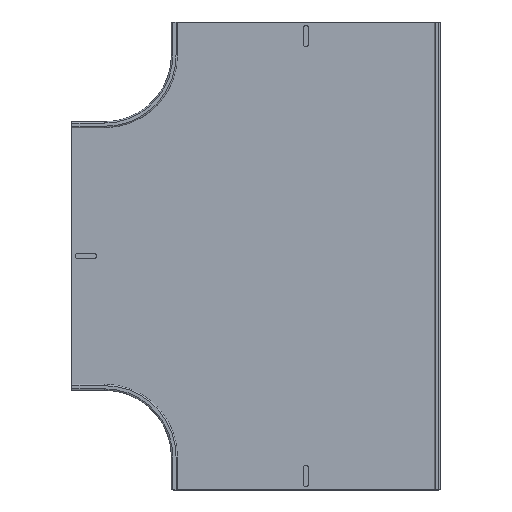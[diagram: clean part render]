
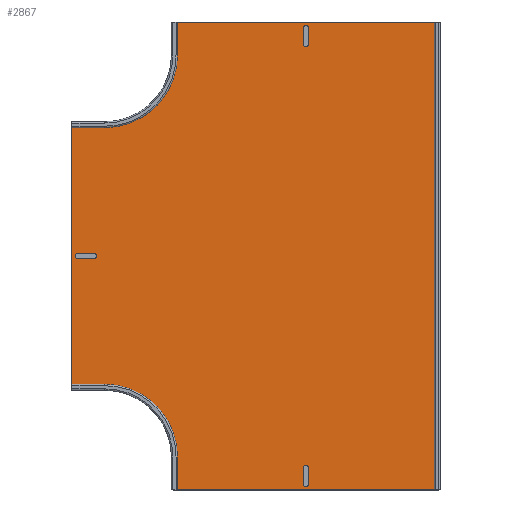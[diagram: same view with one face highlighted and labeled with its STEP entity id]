
A CAD part, top view. The second image highlights one B-rep face of the part: STEP entity #2867.
In plain terms, the highlighted planar face has unit normal (0, 0, 1).
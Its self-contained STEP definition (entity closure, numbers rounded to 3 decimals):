
#289=FACE_OUTER_BOUND('',#451,.T.);
#451=EDGE_LOOP('',(#2571,#2572,#2573,#2574,#2575,#2576,#2577,#2578,#2579,
#2580));
#647=CIRCLE('',#3244,102.6);
#652=CIRCLE('',#3258,102.6);
#857=LINE('',#5007,#1091);
#867=LINE('',#5036,#1101);
#871=LINE('',#5051,#1105);
#874=LINE('',#5069,#1108);
#882=LINE('',#5091,#1116);
#884=LINE('',#5103,#1118);
#885=LINE('',#5106,#1119);
#886=LINE('',#5107,#1120);
#1091=VECTOR('',#4094,1.);
#1101=VECTOR('',#4122,1.);
#1105=VECTOR('',#4140,1.);
#1108=VECTOR('',#4163,1.);
#1116=VECTOR('',#4191,1.);
#1118=VECTOR('',#4209,1.);
#1119=VECTOR('',#4212,1.);
#1120=VECTOR('',#4213,1.);
#1387=VERTEX_POINT('',#5004);
#1388=VERTEX_POINT('',#5006);
#1397=VERTEX_POINT('',#5033);
#1398=VERTEX_POINT('',#5035);
#1401=VERTEX_POINT('',#5047);
#1402=VERTEX_POINT('',#5049);
#1407=VERTEX_POINT('',#5065);
#1411=VERTEX_POINT('',#5089);
#1412=VERTEX_POINT('',#5093);
#1414=VERTEX_POINT('',#5105);
#1793=EDGE_CURVE('',#1388,#1387,#857,.T.);
#1808=EDGE_CURVE('',#1397,#1398,#867,.T.);
#1816=EDGE_CURVE('',#1401,#1402,#871,.T.);
#1824=EDGE_CURVE('',#1407,#1402,#647,.T.);
#1825=EDGE_CURVE('',#1407,#1388,#874,.T.);
#1836=EDGE_CURVE('',#1411,#1387,#882,.T.);
#1838=EDGE_CURVE('',#1411,#1412,#652,.T.);
#1842=EDGE_CURVE('',#1398,#1412,#884,.T.);
#1843=EDGE_CURVE('',#1414,#1397,#885,.T.);
#1844=EDGE_CURVE('',#1414,#1401,#886,.T.);
#2571=ORIENTED_EDGE('',*,*,#1843,.F.);
#2572=ORIENTED_EDGE('',*,*,#1844,.T.);
#2573=ORIENTED_EDGE('',*,*,#1816,.T.);
#2574=ORIENTED_EDGE('',*,*,#1824,.F.);
#2575=ORIENTED_EDGE('',*,*,#1825,.T.);
#2576=ORIENTED_EDGE('',*,*,#1793,.T.);
#2577=ORIENTED_EDGE('',*,*,#1836,.F.);
#2578=ORIENTED_EDGE('',*,*,#1838,.T.);
#2579=ORIENTED_EDGE('',*,*,#1842,.F.);
#2580=ORIENTED_EDGE('',*,*,#1808,.F.);
#2707=PLANE('',#3264);
#2867=ADVANCED_FACE('',(#289),#2707,.T.);
#3244=AXIS2_PLACEMENT_3D('',#5067,#4159,#4160);
#3258=AXIS2_PLACEMENT_3D('',#5095,#4196,#4197);
#3264=AXIS2_PLACEMENT_3D('',#5104,#4210,#4211);
#4094=DIRECTION('',(0.,-1.,0.));
#4122=DIRECTION('',(-1.,0.,0.));
#4140=DIRECTION('',(0.,-1.,0.));
#4159=DIRECTION('center_axis',(0.,0.,1.));
#4160=DIRECTION('ref_axis',(0.,-1.,0.));
#4163=DIRECTION('',(-1.,0.,0.));
#4191=DIRECTION('',(-1.,0.,0.));
#4196=DIRECTION('center_axis',(0.,0.,-1.));
#4197=DIRECTION('ref_axis',(0.,1.,0.));
#4209=DIRECTION('',(0.,1.,0.));
#4210=DIRECTION('center_axis',(0.,0.,1.));
#4211=DIRECTION('ref_axis',(0.,1.,0.));
#4212=DIRECTION('',(0.,-1.,0.));
#4213=DIRECTION('',(-1.,0.,0.));
#5004=CARTESIAN_POINT('',(9.087,10.03,1.1));
#5006=CARTESIAN_POINT('',(9.087,407.23,1.1));
#5007=CARTESIAN_POINT('',(9.087,308.63,1.1));
#5033=CARTESIAN_POINT('',(558.187,-141.87,1.1));
#5035=CARTESIAN_POINT('',(160.987,-141.87,1.1));
#5036=CARTESIAN_POINT('',(409.587,-141.87,1.1));
#5047=CARTESIAN_POINT('',(160.987,559.13,1.1));
#5049=CARTESIAN_POINT('',(160.987,509.83,1.1));
#5051=CARTESIAN_POINT('',(160.987,559.13,1.1));
#5065=CARTESIAN_POINT('',(58.387,407.23,1.1));
#5067=CARTESIAN_POINT('Origin',(58.387,509.83,1.1));
#5069=CARTESIAN_POINT('',(58.387,407.23,1.1));
#5089=CARTESIAN_POINT('',(58.387,10.03,1.1));
#5091=CARTESIAN_POINT('',(58.387,10.03,1.1));
#5093=CARTESIAN_POINT('',(160.987,-92.57,1.1));
#5095=CARTESIAN_POINT('Origin',(58.387,-92.57,1.1));
#5103=CARTESIAN_POINT('',(160.987,-141.87,1.1));
#5104=CARTESIAN_POINT('Origin',(308.387,283.03,1.1));
#5105=CARTESIAN_POINT('',(558.187,559.13,1.1));
#5106=CARTESIAN_POINT('',(558.187,258.63,1.1));
#5107=CARTESIAN_POINT('',(422.054,559.13,1.1));
